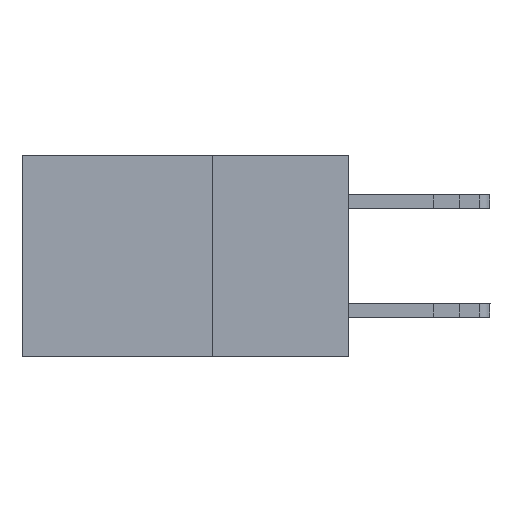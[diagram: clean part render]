
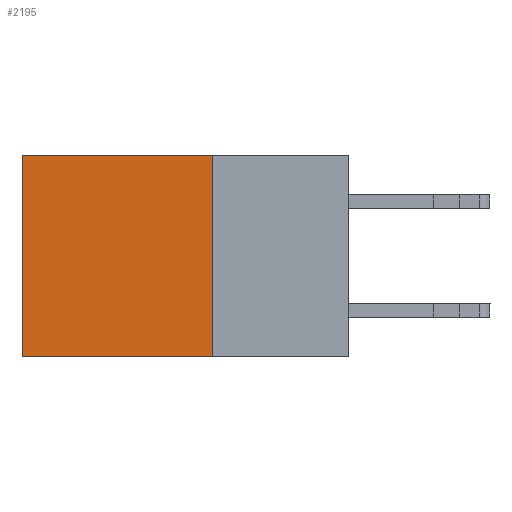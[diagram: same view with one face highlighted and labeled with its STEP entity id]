
A CAD part, left-side view. The second image highlights one B-rep face of the part: STEP entity #2195.
In plain terms, the highlighted planar face has unit normal (-1, 0, 0).
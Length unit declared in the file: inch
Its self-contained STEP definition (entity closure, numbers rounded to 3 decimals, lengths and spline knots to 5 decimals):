
#1178 = EDGE_CURVE ( 'NONE', #23536, #24298, #17873, .T. ) ;
#1687 = LINE ( 'NONE', #13492, #10625 ) ;
#2132 = CARTESIAN_POINT ( 'NONE',  ( 0.298, 0.6, -0.37 ) ) ;
#2195 = ADVANCED_FACE ( 'NONE', ( #7667 ), #11790, .F. ) ;
#3976 = DIRECTION ( 'NONE',  ( 0., 1., 0. ) ) ;
#4831 = ORIENTED_EDGE ( 'NONE', *, *, #18451, .F. ) ;
#5024 = VECTOR ( 'NONE', #8880, 39.37008 ) ;
#5625 = LINE ( 'NONE', #14227, #5024 ) ;
#6466 = ORIENTED_EDGE ( 'NONE', *, *, #1178, .T. ) ;
#6598 = EDGE_CURVE ( 'NONE', #24298, #9319, #5625, .T. ) ;
#7260 = ORIENTED_EDGE ( 'NONE', *, *, #6598, .T. ) ;
#7667 = FACE_OUTER_BOUND ( 'NONE', #10978, .T. ) ;
#7821 = DIRECTION ( 'NONE',  ( 0., 1., 0. ) ) ;
#8880 = DIRECTION ( 'NONE',  ( 0., 0., -1. ) ) ;
#9319 = VERTEX_POINT ( 'NONE', #2132 ) ;
#9616 = AXIS2_PLACEMENT_3D ( 'NONE', #15763, #14038, #17972 ) ;
#10625 = VECTOR ( 'NONE', #7821, 39.37008 ) ;
#10978 = EDGE_LOOP ( 'NONE', ( #7260, #4831, #15180, #6466 ) ) ;
#11084 = VERTEX_POINT ( 'NONE', #16319 ) ;
#11152 = CARTESIAN_POINT ( 'NONE',  ( 0.298, 0.25, 0. ) ) ;
#11790 = PLANE ( 'NONE',  #9616 ) ;
#12299 = CARTESIAN_POINT ( 'NONE',  ( 0.298, 0.25, 0. ) ) ;
#12668 = VECTOR ( 'NONE', #3976, 39.37008 ) ;
#12789 = EDGE_CURVE ( 'NONE', #23536, #11084, #22840, .T. ) ;
#13492 = CARTESIAN_POINT ( 'NONE',  ( 0.298, 0.25, -0.37 ) ) ;
#14038 = DIRECTION ( 'NONE',  ( 1., 0., 0. ) ) ;
#14227 = CARTESIAN_POINT ( 'NONE',  ( 0.298, 0.6, 0. ) ) ;
#15180 = ORIENTED_EDGE ( 'NONE', *, *, #12789, .F. ) ;
#15763 = CARTESIAN_POINT ( 'NONE',  ( 0.298, 0.25, 0. ) ) ;
#16319 = CARTESIAN_POINT ( 'NONE',  ( 0.298, 0.25, -0.37 ) ) ;
#17211 = CARTESIAN_POINT ( 'NONE',  ( 0.298, 0.6, 0. ) ) ;
#17873 = LINE ( 'NONE', #23510, #12668 ) ;
#17972 = DIRECTION ( 'NONE',  ( 0., 0., -1. ) ) ;
#18451 = EDGE_CURVE ( 'NONE', #11084, #9319, #1687, .T. ) ;
#19904 = DIRECTION ( 'NONE',  ( 0., 0., -1. ) ) ;
#20687 = VECTOR ( 'NONE', #19904, 39.37008 ) ;
#22840 = LINE ( 'NONE', #12299, #20687 ) ;
#23510 = CARTESIAN_POINT ( 'NONE',  ( 0.298, 0.25, 0. ) ) ;
#23536 = VERTEX_POINT ( 'NONE', #11152 ) ;
#24298 = VERTEX_POINT ( 'NONE', #17211 ) ;
